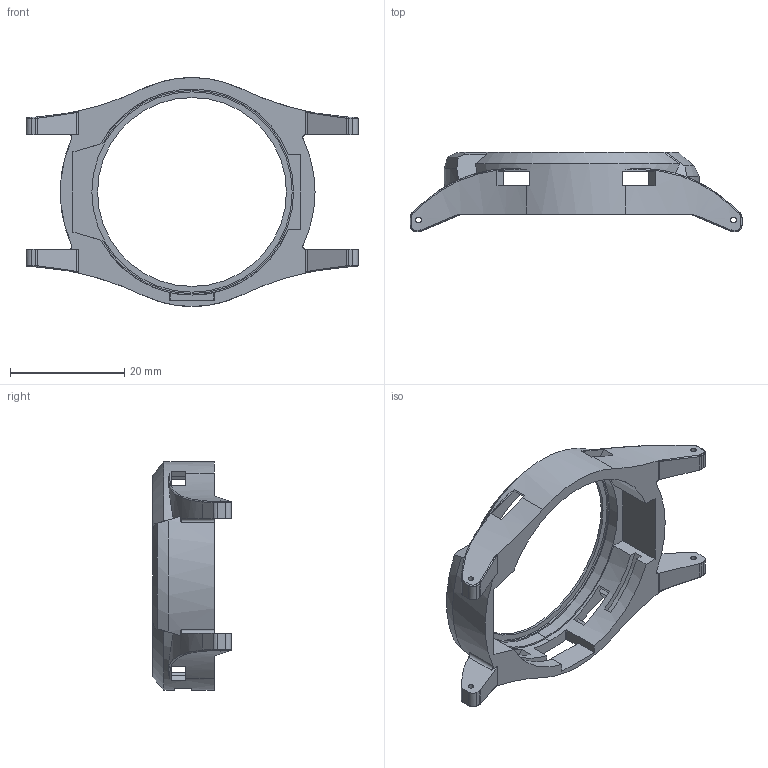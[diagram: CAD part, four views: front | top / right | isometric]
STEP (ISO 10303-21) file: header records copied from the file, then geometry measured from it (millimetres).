
FILE_DESCRIPTION (( 'STEP AP214' ), '1' );
FILE_NAME ('upper.STEP', '2021-05-19T18:32:37', ( '' ), ( '' ), 'SwSTEP 2.0', 'SolidWorks 2020', '' );
FILE_SCHEMA (( 'AUTOMOTIVE_DESIGN' ));
Length unit declared in the file: millimetre
Products named in the file (1): upper
Bounding box: 58 x 13.8 x 40 mm (x, y, z)
Volume: 3758.7 mm3; surface area: 4514.5 mm2
Topology: 1 solids, 1 shells, 190 faces, 539 edges, 347 vertices
Faces by surface type: plane 87, cylinder 58, bspline 30, torus 8, cone 7
Entity records: 7162 total; most frequent: CARTESIAN_POINT 2393, ORIENTED_EDGE 1078, DIRECTION 914, EDGE_CURVE 539, VERTEX_POINT 347, AXIS2_PLACEMENT_3D 332, LINE 250, VECTOR 250
